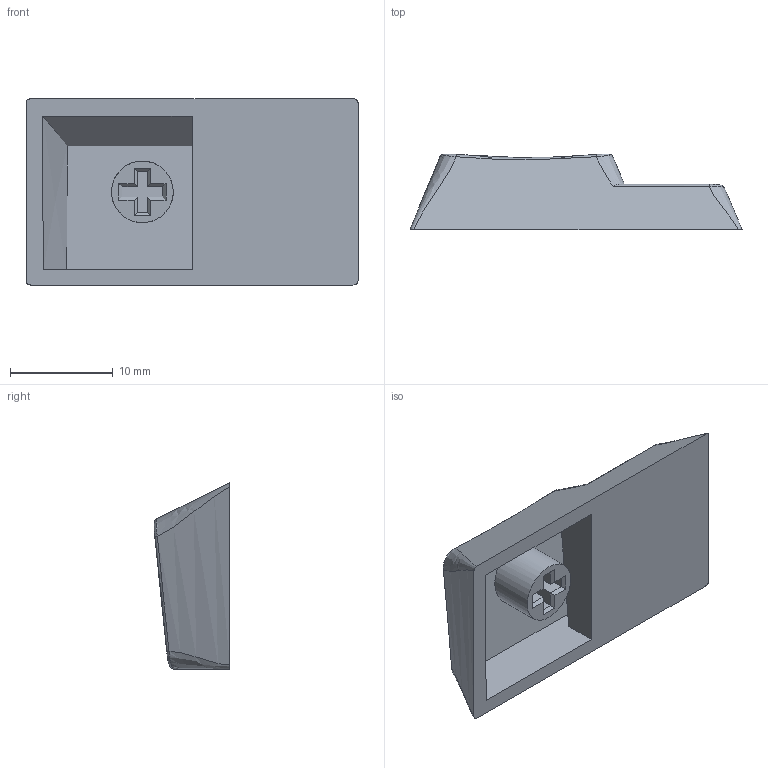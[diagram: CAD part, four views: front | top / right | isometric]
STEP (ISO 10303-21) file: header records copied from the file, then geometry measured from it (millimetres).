
FILE_DESCRIPTION(('CAx-IF Rec.Pracs.---Model Styling and Organization---1.5---2016-08-15','CAx-IF Rec.Pracs.---Geometric and Assembly Validation Properties---4.4---2016-08-17','CAx-IF Rec.Pracs.---User Defined Attributes---1.5---2016-08-15','CAx-IF Rec.Pracs.---External References---2.1---2005-01-19'),'2;1');
FILE_NAME('control_stepped.stp','2020-02-20T17:10:35',('Unspecified'),('Unspecified'),'CAD Exchanger 3.7.1 (cadexchanger.com)','Unspecified','');
FILE_SCHEMA(('AUTOMOTIVE_DESIGN { 1 0 10303 214 1 1 1 1 }'));
Length unit declared in the file: millimetre
Products named in the file (1): control_stepped
Bounding box: 32.3 x 7.36 x 18.1 mm (x, y, z)
Volume: 1789 mm3; surface area: 2013.5 mm2
Topology: 1 solids, 1 shells, 70 faces, 224 edges, 168 vertices
Faces by surface type: plane 35, bspline 30, cylinder 3, offset 2
Full cylindrical faces by diameter (mm): 6 x1
Entity records: 5835 total; most frequent: CARTESIAN_POINT 3626, ORIENTED_EDGE 448, EDGE_CURVE 224, VERTEX_POINT 168, DIRECTION 160, B_SPLINE_CURVE_WITH_KNOTS 144, FACE_BOUND 82, EDGE_LOOP 82
